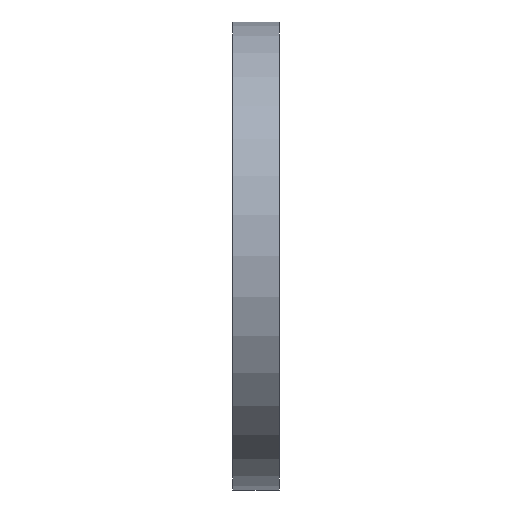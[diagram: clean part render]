
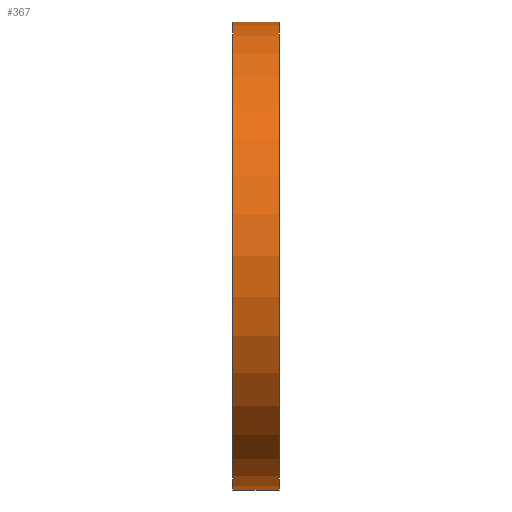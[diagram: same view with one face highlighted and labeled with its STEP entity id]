
A CAD part, left-side view. The second image highlights one B-rep face of the part: STEP entity #367.
In plain terms, the highlighted cylindrical face has radius 100 mm (diameter 200 mm), a partial arc.
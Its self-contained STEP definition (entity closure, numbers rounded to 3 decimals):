
#23 = CARTESIAN_POINT ( 'NONE',  ( 0., 20., 100. ) ) ;
#76 = DIRECTION ( 'NONE',  ( 0., 1., 0. ) ) ;
#88 = CARTESIAN_POINT ( 'NONE',  ( 0., 20., -100. ) ) ;
#125 = VECTOR ( 'NONE', #876, 1000. ) ;
#149 = LINE ( 'NONE', #88, #761 ) ;
#155 = FACE_OUTER_BOUND ( 'NONE', #359, .T. ) ;
#181 = CIRCLE ( 'NONE', #334, 100. ) ;
#243 = DIRECTION ( 'NONE',  ( 0., 1., 0. ) ) ;
#246 = DIRECTION ( 'NONE',  ( 0., 0., 1. ) ) ;
#265 = VERTEX_POINT ( 'NONE', #834 ) ;
#270 = VERTEX_POINT ( 'NONE', #489 ) ;
#281 = DIRECTION ( 'NONE',  ( 0., 0., -1. ) ) ;
#289 = CARTESIAN_POINT ( 'NONE',  ( 0., 20., 0. ) ) ;
#334 = AXIS2_PLACEMENT_3D ( 'NONE', #289, #76, #506 ) ;
#359 = EDGE_LOOP ( 'NONE', ( #690, #571, #765, #900 ) ) ;
#367 = ADVANCED_FACE ( 'NONE', ( #155 ), #728, .T. ) ;
#451 = VERTEX_POINT ( 'NONE', #790 ) ;
#473 = EDGE_CURVE ( 'NONE', #265, #657, #149, .T. ) ;
#482 = CARTESIAN_POINT ( 'NONE',  ( 0., 0., -100. ) ) ;
#489 = CARTESIAN_POINT ( 'NONE',  ( 0., 0., 100. ) ) ;
#506 = DIRECTION ( 'NONE',  ( 0., 0., 1. ) ) ;
#510 = DIRECTION ( 'NONE',  ( 0., -1., 0. ) ) ;
#511 = AXIS2_PLACEMENT_3D ( 'NONE', #739, #243, #246 ) ;
#533 = LINE ( 'NONE', #23, #125 ) ;
#543 = EDGE_CURVE ( 'NONE', #451, #270, #533, .T. ) ;
#571 = ORIENTED_EDGE ( 'NONE', *, *, #827, .F. ) ;
#574 = EDGE_CURVE ( 'NONE', #657, #270, #903, .T. ) ;
#604 = AXIS2_PLACEMENT_3D ( 'NONE', #796, #510, #281 ) ;
#657 = VERTEX_POINT ( 'NONE', #482 ) ;
#690 = ORIENTED_EDGE ( 'NONE', *, *, #543, .F. ) ;
#728 = CYLINDRICAL_SURFACE ( 'NONE', #604, 100. ) ;
#739 = CARTESIAN_POINT ( 'NONE',  ( 0., 0., 0. ) ) ;
#761 = VECTOR ( 'NONE', #859, 1000. ) ;
#765 = ORIENTED_EDGE ( 'NONE', *, *, #473, .T. ) ;
#790 = CARTESIAN_POINT ( 'NONE',  ( 0., 20., 100. ) ) ;
#796 = CARTESIAN_POINT ( 'NONE',  ( 0., 20., 0. ) ) ;
#827 = EDGE_CURVE ( 'NONE', #265, #451, #181, .T. ) ;
#834 = CARTESIAN_POINT ( 'NONE',  ( 0., 20., -100. ) ) ;
#859 = DIRECTION ( 'NONE',  ( 0., -1., 0. ) ) ;
#876 = DIRECTION ( 'NONE',  ( 0., -1., 0. ) ) ;
#900 = ORIENTED_EDGE ( 'NONE', *, *, #574, .T. ) ;
#903 = CIRCLE ( 'NONE', #511, 100. ) ;
